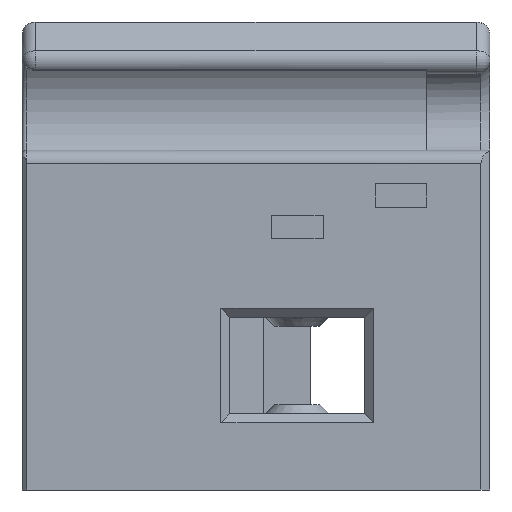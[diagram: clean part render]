
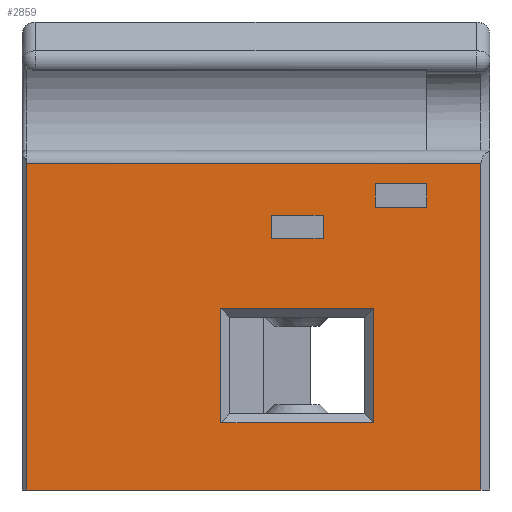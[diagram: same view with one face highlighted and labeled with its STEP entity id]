
A CAD part, front view. The second image highlights one B-rep face of the part: STEP entity #2859.
In plain terms, the highlighted planar face has unit normal (0, -1, 0).
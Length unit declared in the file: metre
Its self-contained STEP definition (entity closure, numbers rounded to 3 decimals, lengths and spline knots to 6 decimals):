
#20=PLANE('',#3075);
#218=LINE('',#4351,#519);
#219=LINE('',#4354,#520);
#220=LINE('',#4356,#521);
#221=LINE('',#4358,#522);
#222=LINE('',#4359,#523);
#223=LINE('',#4362,#524);
#224=LINE('',#4364,#525);
#225=LINE('',#4366,#526);
#226=LINE('',#4367,#527);
#227=LINE('',#4370,#528);
#228=LINE('',#4372,#529);
#229=LINE('',#4374,#530);
#230=LINE('',#4375,#531);
#231=LINE('',#4378,#532);
#232=LINE('',#4380,#533);
#233=LINE('',#4382,#534);
#519=VECTOR('',#3470,1.);
#520=VECTOR('',#3471,1.);
#521=VECTOR('',#3472,1.);
#522=VECTOR('',#3473,1.);
#523=VECTOR('',#3474,1.);
#524=VECTOR('',#3475,1.);
#525=VECTOR('',#3476,1.);
#526=VECTOR('',#3477,1.);
#527=VECTOR('',#3478,1.);
#528=VECTOR('',#3479,1.);
#529=VECTOR('',#3480,1.);
#530=VECTOR('',#3481,1.);
#531=VECTOR('',#3482,1.);
#532=VECTOR('',#3483,1.);
#533=VECTOR('',#3484,1.);
#534=VECTOR('',#3485,1.);
#878=ORIENTED_EDGE('',*,*,#1724,.T.);
#879=ORIENTED_EDGE('',*,*,#1725,.T.);
#880=ORIENTED_EDGE('',*,*,#1726,.T.);
#881=ORIENTED_EDGE('',*,*,#1727,.T.);
#882=ORIENTED_EDGE('',*,*,#1728,.F.);
#883=ORIENTED_EDGE('',*,*,#1729,.F.);
#884=ORIENTED_EDGE('',*,*,#1730,.F.);
#885=ORIENTED_EDGE('',*,*,#1731,.T.);
#886=ORIENTED_EDGE('',*,*,#1732,.F.);
#887=ORIENTED_EDGE('',*,*,#1733,.F.);
#888=ORIENTED_EDGE('',*,*,#1734,.T.);
#889=ORIENTED_EDGE('',*,*,#1735,.T.);
#890=ORIENTED_EDGE('',*,*,#1736,.T.);
#891=ORIENTED_EDGE('',*,*,#1737,.T.);
#892=ORIENTED_EDGE('',*,*,#1738,.T.);
#893=ORIENTED_EDGE('',*,*,#1739,.F.);
#1724=EDGE_CURVE('',#2143,#2144,#218,.T.);
#1725=EDGE_CURVE('',#2144,#2145,#219,.T.);
#1726=EDGE_CURVE('',#2145,#2146,#220,.T.);
#1727=EDGE_CURVE('',#2146,#2143,#221,.T.);
#1728=EDGE_CURVE('',#2147,#2148,#222,.T.);
#1729=EDGE_CURVE('',#2149,#2147,#223,.T.);
#1730=EDGE_CURVE('',#2150,#2149,#224,.T.);
#1731=EDGE_CURVE('',#2150,#2148,#225,.T.);
#1732=EDGE_CURVE('',#2151,#2152,#226,.T.);
#1733=EDGE_CURVE('',#2153,#2151,#227,.T.);
#1734=EDGE_CURVE('',#2153,#2154,#228,.T.);
#1735=EDGE_CURVE('',#2154,#2152,#229,.T.);
#1736=EDGE_CURVE('',#2155,#2156,#230,.T.);
#1737=EDGE_CURVE('',#2156,#2157,#231,.F.);
#1738=EDGE_CURVE('',#2157,#2158,#232,.T.);
#1739=EDGE_CURVE('',#2155,#2158,#233,.T.);
#2143=VERTEX_POINT('',#4352);
#2144=VERTEX_POINT('',#4353);
#2145=VERTEX_POINT('',#4355);
#2146=VERTEX_POINT('',#4357);
#2147=VERTEX_POINT('',#4360);
#2148=VERTEX_POINT('',#4361);
#2149=VERTEX_POINT('',#4363);
#2150=VERTEX_POINT('',#4365);
#2151=VERTEX_POINT('',#4368);
#2152=VERTEX_POINT('',#4369);
#2153=VERTEX_POINT('',#4371);
#2154=VERTEX_POINT('',#4373);
#2155=VERTEX_POINT('',#4376);
#2156=VERTEX_POINT('',#4377);
#2157=VERTEX_POINT('',#4379);
#2158=VERTEX_POINT('',#4381);
#2468=EDGE_LOOP('',(#878,#879,#880,#881));
#2469=EDGE_LOOP('',(#882,#883,#884,#885));
#2470=EDGE_LOOP('',(#886,#887,#888,#889));
#2471=EDGE_LOOP('',(#890,#891,#892,#893));
#2655=FACE_BOUND('',#2468,.T.);
#2656=FACE_BOUND('',#2469,.T.);
#2657=FACE_BOUND('',#2470,.T.);
#2658=FACE_BOUND('',#2471,.T.);
#2859=ADVANCED_FACE('',(#2655,#2656,#2657,#2658),#20,.F.);
#3075=AXIS2_PLACEMENT_3D('',#4350,#3468,#3469);
#3468=DIRECTION('',(0.,1.,0.));
#3469=DIRECTION('',(0.,0.,-1.));
#3470=DIRECTION('',(0.,0.,-1.));
#3471=DIRECTION('',(-1.,0.,0.));
#3472=DIRECTION('',(0.,0.,1.));
#3473=DIRECTION('',(1.,0.,0.));
#3474=DIRECTION('',(-1.,0.,0.));
#3475=DIRECTION('',(0.,0.,1.));
#3476=DIRECTION('',(1.,0.,0.));
#3477=DIRECTION('',(0.,0.,1.));
#3478=DIRECTION('',(-1.,0.,0.));
#3479=DIRECTION('',(0.,0.,1.));
#3480=DIRECTION('',(-1.,0.,0.));
#3481=DIRECTION('',(0.,0.,1.));
#3482=DIRECTION('',(0.,0.,1.));
#3483=DIRECTION('',(1.,0.,0.));
#3484=DIRECTION('',(0.,0.,-1.));
#3485=DIRECTION('',(-1.,0.,0.));
#4350=CARTESIAN_POINT('',(0.008248,-0.0784,0.042879));
#4351=CARTESIAN_POINT('',(0.03435,-0.0784,0.003975));
#4352=CARTESIAN_POINT('',(0.03435,-0.0784,0.015675));
#4353=CARTESIAN_POINT('',(0.03435,-0.0784,0.002975));
#4354=CARTESIAN_POINT('',(0.008248,-0.0784,0.002975));
#4355=CARTESIAN_POINT('',(0.01735,-0.0784,0.002975));
#4356=CARTESIAN_POINT('',(0.01735,-0.0784,0.014675));
#4357=CARTESIAN_POINT('',(0.01735,-0.0784,0.015675));
#4358=CARTESIAN_POINT('',(0.03335,-0.0784,0.015675));
#4359=CARTESIAN_POINT('',(0.02585,-0.0784,0.026025));
#4360=CARTESIAN_POINT('',(0.0287,-0.0784,0.026025));
#4361=CARTESIAN_POINT('',(0.023,-0.0784,0.026025));
#4362=CARTESIAN_POINT('',(0.0287,-0.0784,0.023925));
#4363=CARTESIAN_POINT('',(0.0287,-0.0784,0.023425));
#4364=CARTESIAN_POINT('',(0.02585,-0.0784,0.023425));
#4365=CARTESIAN_POINT('',(0.023,-0.0784,0.023425));
#4366=CARTESIAN_POINT('',(0.023,-0.0784,0.023925));
#4367=CARTESIAN_POINT('',(0.03735,-0.0784,0.029525));
#4368=CARTESIAN_POINT('',(0.0402,-0.0784,0.029525));
#4369=CARTESIAN_POINT('',(0.0345,-0.0784,0.029525));
#4370=CARTESIAN_POINT('',(0.0402,-0.0784,0.028088));
#4371=CARTESIAN_POINT('',(0.0402,-0.0784,0.026925));
#4372=CARTESIAN_POINT('',(0.03735,-0.0784,0.026925));
#4373=CARTESIAN_POINT('',(0.0345,-0.0784,0.026925));
#4374=CARTESIAN_POINT('',(0.0345,-0.0784,0.027088));
#4375=CARTESIAN_POINT('',(0.04625,-0.0784,0.039314));
#4376=CARTESIAN_POINT('',(0.04625,-0.0784,-0.0045));
#4377=CARTESIAN_POINT('',(0.04625,-0.0784,0.03175));
#4378=CARTESIAN_POINT('',(0.008248,-0.0784,0.03175));
#4379=CARTESIAN_POINT('',(-0.00425,-0.0784,0.03175));
#4380=CARTESIAN_POINT('',(-0.00425,-0.0784,0.042879));
#4381=CARTESIAN_POINT('',(-0.00425,-0.0784,-0.0045));
#4382=CARTESIAN_POINT('',(0.045752,-0.0784,-0.0045));
